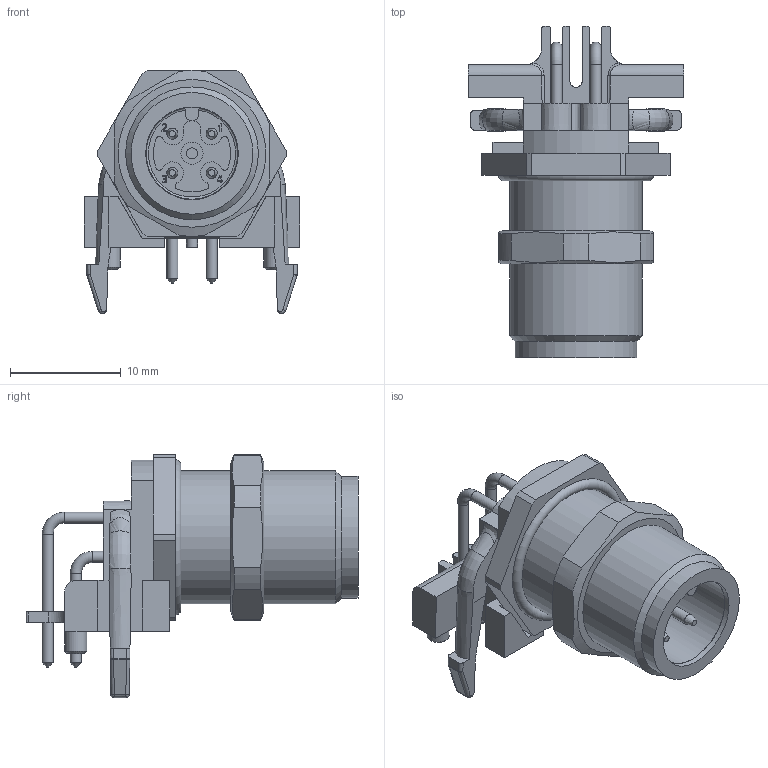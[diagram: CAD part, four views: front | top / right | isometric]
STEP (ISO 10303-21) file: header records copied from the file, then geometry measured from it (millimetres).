
FILE_DESCRIPTION(/* description */ (''),/* implementation_level */ '2;1');
FILE_NAME(/* name */ 'EC-WFSF4-P_12_stp_stp.stp',/* time_stamp */ '2016-02-12T08:58:09+01:00',/* author */ (''),/* organization */ (''),/* preprocessor_version */ 'ST-DEVELOPER v16',/* originating_system */ 'SIEMENS PLM Software NX 10.0',/* authorisation */ '');
FILE_SCHEMA (('AUTOMOTIVE_DESIGN { 1 0 10303 214 3 1 1 1 }'));
Length unit declared in the file: millimetre
Products named in the file (1): EC-WFSF5-P_12
Bounding box: 19.5 x 30 x 21.99 mm (x, y, z)
Volume: 2805.3 mm3; surface area: 2759.9 mm2
Topology: 1 solids, 1 shells, 353 faces, 942 edges, 608 vertices
Faces by surface type: plane 159, cylinder 95, extrusion 45, cone 20, bspline 13, torus 11, sphere 8, revolution 2
Full cylindrical faces by diameter (mm): 1 x14, 2 x3, 2.1 x4, 11 x1, 12 x2
Entity records: 11629 total; most frequent: CARTESIAN_POINT 3333, ORIENTED_EDGE 1740, DIRECTION 1579, EDGE_CURVE 870, VERTEX_POINT 585, AXIS2_PLACEMENT_3D 532, VECTOR 513, LINE 468
